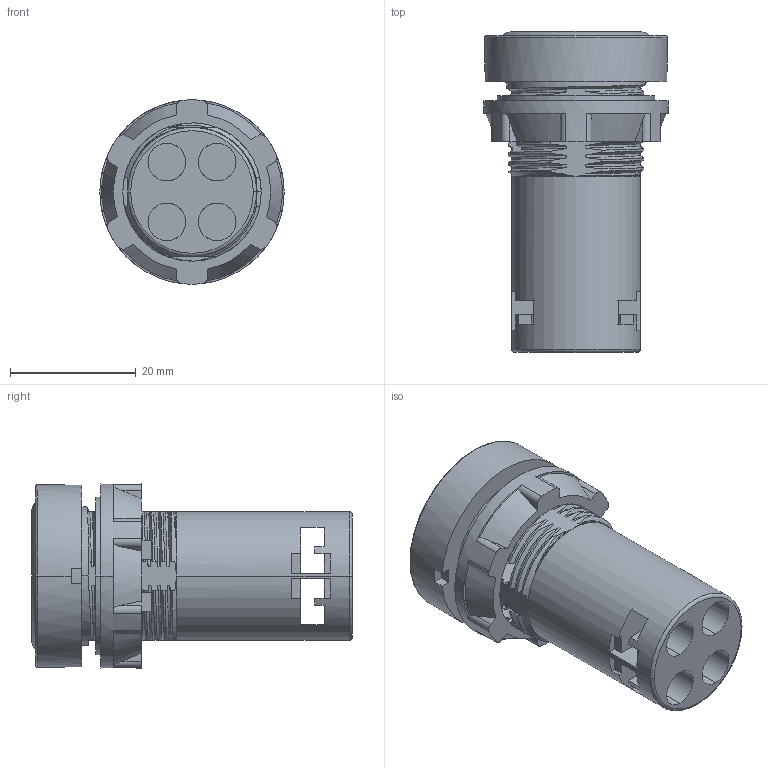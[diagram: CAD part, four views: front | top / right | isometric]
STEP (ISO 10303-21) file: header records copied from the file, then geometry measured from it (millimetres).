
FILE_DESCRIPTION((''),'2;1');
FILE_NAME('LA167-B7-EA31','2023-10-25T',('Administrator'),('zyb.com'),'PRO/ENGINEER BY PARAMETRIC TECHNOLOGY CORPORATION, 2010280','PRO/ENGINEER BY PARAMETRIC TECHNOLOGY CORPORATION, 2010280','');
FILE_SCHEMA(('CONFIG_CONTROL_DESIGN'));
Products named in the file (1): LA167-B7-EA31
Bounding box: 29.3 x 51 x 29.3 mm (x, y, z)
Volume: 19215.8 mm3; surface area: 7924.3 mm2
Topology: 1 solids, 1 shells, 364 faces, 1121 edges, 737 vertices
Faces by surface type: bspline 145, plane 140, cylinder 61, cone 10, torus 6, sphere 2
Entity records: 47969 total; most frequent: CARTESIAN_POINT 39131, ORIENTED_EDGE 2238, DIRECTION 1221, EDGE_CURVE 1119, VERTEX_POINT 737, B_SPLINE_CURVE_WITH_KNOTS 500, VECTOR 455, LINE 455
